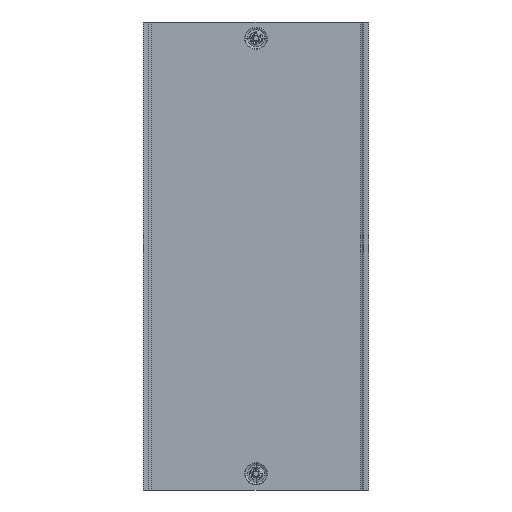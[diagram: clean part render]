
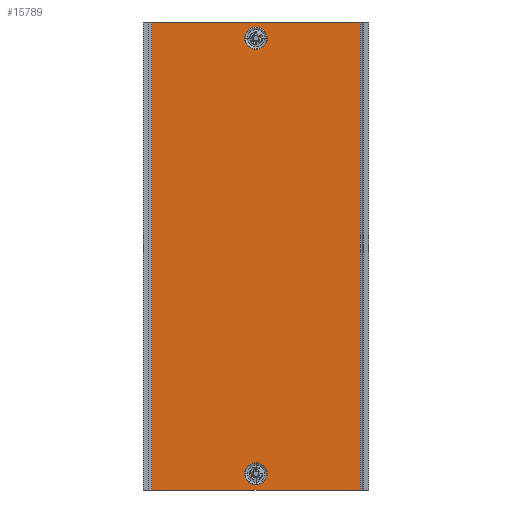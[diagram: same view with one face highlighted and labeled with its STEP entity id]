
A CAD part, front view. The second image highlights one B-rep face of the part: STEP entity #15789.
In plain terms, the highlighted planar face has unit normal (0, -1, 0).
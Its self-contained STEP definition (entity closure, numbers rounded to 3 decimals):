
#3915=DIRECTION('',(0.,0.,-1.));
#3916=VECTOR('',#3915,173.);
#3917=CARTESIAN_POINT('',(-38.6,-2.3,86.5));
#3918=LINE('',#3917,#3916);
#3919=DIRECTION('',(1.,0.,0.));
#3920=VECTOR('',#3919,77.2);
#3921=CARTESIAN_POINT('',(-38.6,-2.3,86.5));
#3922=LINE('',#3921,#3920);
#3923=DIRECTION('',(0.,0.,1.));
#3924=VECTOR('',#3923,173.);
#3925=CARTESIAN_POINT('',(38.6,-2.3,-86.5));
#3926=LINE('',#3925,#3924);
#3927=DIRECTION('',(-1.,0.,0.));
#3928=VECTOR('',#3927,77.2);
#3929=CARTESIAN_POINT('',(38.6,-2.3,-86.5));
#3930=LINE('',#3929,#3928);
#3931=CARTESIAN_POINT('',(0.,-2.3,78.75));
#3932=DIRECTION('',(0.,1.,0.));
#3933=DIRECTION('',(1.,0.,0.));
#3934=AXIS2_PLACEMENT_3D('',#3931,#3932,#3933);
#3936=DIRECTION('',(0.,0.,-1.));
#3937=VECTOR('',#3936,3.5);
#3938=CARTESIAN_POINT('',(1.6,-2.3,82.25));
#3939=LINE('',#3938,#3937);
#3940=CARTESIAN_POINT('',(0.,-2.3,82.25));
#3941=DIRECTION('',(0.,1.,0.));
#3942=DIRECTION('',(-1.,0.,0.));
#3943=AXIS2_PLACEMENT_3D('',#3940,#3941,#3942);
#3945=DIRECTION('',(0.,0.,1.));
#3946=VECTOR('',#3945,3.5);
#3947=CARTESIAN_POINT('',(-1.6,-2.3,78.75));
#3948=LINE('',#3947,#3946);
#3949=CARTESIAN_POINT('',(0.,-2.3,-78.75));
#3950=DIRECTION('',(0.,-1.,0.));
#3951=DIRECTION('',(1.,0.,0.));
#3952=AXIS2_PLACEMENT_3D('',#3949,#3950,#3951);
#3954=DIRECTION('',(0.,0.,-1.));
#3955=VECTOR('',#3954,3.5);
#3956=CARTESIAN_POINT('',(-1.6,-2.3,-78.75));
#3957=LINE('',#3956,#3955);
#3958=CARTESIAN_POINT('',(0.,-2.3,-82.25));
#3959=DIRECTION('',(0.,-1.,0.));
#3960=DIRECTION('',(-1.,0.,0.));
#3961=AXIS2_PLACEMENT_3D('',#3958,#3959,#3960);
#3963=DIRECTION('',(0.,0.,1.));
#3964=VECTOR('',#3963,3.5);
#3965=CARTESIAN_POINT('',(1.6,-2.3,-82.25));
#3966=LINE('',#3965,#3964);
#9905=CARTESIAN_POINT('',(38.6,-2.3,-86.5));
#9906=CARTESIAN_POINT('',(38.6,-2.3,86.5));
#9907=VERTEX_POINT('',#9905);
#9908=VERTEX_POINT('',#9906);
#9925=CARTESIAN_POINT('',(-38.6,-2.3,86.5));
#9926=CARTESIAN_POINT('',(-38.6,-2.3,-86.5));
#9927=VERTEX_POINT('',#9925);
#9928=VERTEX_POINT('',#9926);
#10069=CARTESIAN_POINT('',(1.6,-2.3,78.75));
#10070=CARTESIAN_POINT('',(-1.6,-2.3,78.75));
#10071=VERTEX_POINT('',#10069);
#10072=VERTEX_POINT('',#10070);
#10073=CARTESIAN_POINT('',(-1.6,-2.3,82.25));
#10074=VERTEX_POINT('',#10073);
#10075=CARTESIAN_POINT('',(1.6,-2.3,82.25));
#10076=VERTEX_POINT('',#10075);
#10077=CARTESIAN_POINT('',(1.6,-2.3,-78.75));
#10078=CARTESIAN_POINT('',(-1.6,-2.3,-78.75));
#10079=VERTEX_POINT('',#10077);
#10080=VERTEX_POINT('',#10078);
#10081=CARTESIAN_POINT('',(-1.6,-2.3,-82.25));
#10082=VERTEX_POINT('',#10081);
#10083=CARTESIAN_POINT('',(1.6,-2.3,-82.25));
#10084=VERTEX_POINT('',#10083);
#15756=CARTESIAN_POINT('',(0.,-2.3,-86.5));
#15757=DIRECTION('',(0.,-1.,0.));
#15758=DIRECTION('',(1.,0.,0.));
#15759=AXIS2_PLACEMENT_3D('',#15756,#15757,#15758);
#15760=PLANE('',#15759);
#15762=ORIENTED_EDGE('',*,*,#15761,.F.);
#15764=ORIENTED_EDGE('',*,*,#15763,.T.);
#15765=ORIENTED_EDGE('',*,*,#15747,.F.);
#15766=ORIENTED_EDGE('',*,*,#15672,.T.);
#15767=EDGE_LOOP('',(#15762,#15764,#15765,#15766));
#15768=FACE_OUTER_BOUND('',#15767,.F.);
#15770=ORIENTED_EDGE('',*,*,#15769,.F.);
#15772=ORIENTED_EDGE('',*,*,#15771,.F.);
#15774=ORIENTED_EDGE('',*,*,#15773,.F.);
#15776=ORIENTED_EDGE('',*,*,#15775,.F.);
#15777=EDGE_LOOP('',(#15770,#15772,#15774,#15776));
#15778=FACE_BOUND('',#15777,.F.);
#15780=ORIENTED_EDGE('',*,*,#15779,.T.);
#15782=ORIENTED_EDGE('',*,*,#15781,.T.);
#15784=ORIENTED_EDGE('',*,*,#15783,.T.);
#15786=ORIENTED_EDGE('',*,*,#15785,.T.);
#15787=EDGE_LOOP('',(#15780,#15782,#15784,#15786));
#15788=FACE_BOUND('',#15787,.F.);
#15789=ADVANCED_FACE('',(#15768,#15778,#15788),#15760,.T.);
#3935=CIRCLE('',#3934,1.6);
#3944=CIRCLE('',#3943,1.6);
#3953=CIRCLE('',#3952,1.6);
#3962=CIRCLE('',#3961,1.6);
#15672=EDGE_CURVE('',#9907,#9928,#3930,.T.);
#15747=EDGE_CURVE('',#9907,#9908,#3926,.T.);
#15761=EDGE_CURVE('',#9927,#9928,#3918,.T.);
#15763=EDGE_CURVE('',#9927,#9908,#3922,.T.);
#15769=EDGE_CURVE('',#10071,#10072,#3935,.T.);
#15771=EDGE_CURVE('',#10076,#10071,#3939,.T.);
#15773=EDGE_CURVE('',#10074,#10076,#3944,.T.);
#15775=EDGE_CURVE('',#10072,#10074,#3948,.T.);
#15779=EDGE_CURVE('',#10079,#10080,#3953,.T.);
#15781=EDGE_CURVE('',#10080,#10082,#3957,.T.);
#15783=EDGE_CURVE('',#10082,#10084,#3962,.T.);
#15785=EDGE_CURVE('',#10084,#10079,#3966,.T.);
